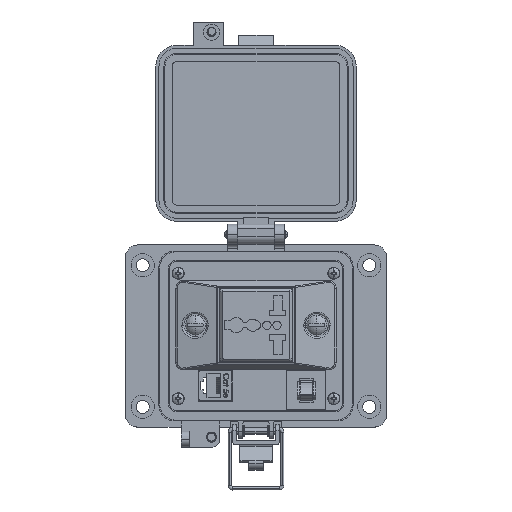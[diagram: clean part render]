
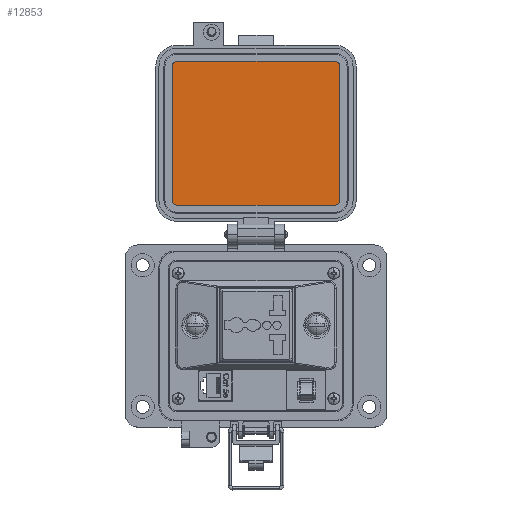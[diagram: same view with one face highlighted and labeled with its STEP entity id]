
A CAD part, top view. The second image highlights one B-rep face of the part: STEP entity #12853.
In plain terms, the highlighted planar face has unit normal (0, 0, 1).
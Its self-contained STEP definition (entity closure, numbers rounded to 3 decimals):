
#523 = DIRECTION ( 'NONE',  ( 1., 0., 0. ) ) ;
#932 = VERTEX_POINT ( 'NONE', #54534 ) ;
#2125 = AXIS2_PLACEMENT_3D ( 'NONE', #43806, #12691, #48966 ) ;
#2376 = CARTESIAN_POINT ( 'NONE',  ( -42.469, 60.004, 19.202 ) ) ;
#2435 = VECTOR ( 'NONE', #15216, 1000. ) ;
#4277 = DIRECTION ( 'NONE',  ( -1., 0., 0. ) ) ;
#5133 = CARTESIAN_POINT ( 'NONE',  ( 38.212, 126.389, 19.202 ) ) ;
#5857 = PLANE ( 'NONE',  #60682 ) ;
#6104 = AXIS2_PLACEMENT_3D ( 'NONE', #62740, #31591, #523 ) ;
#6123 = EDGE_CURVE ( 'NONE', #46685, #20115, #50343, .T. ) ;
#6628 = ORIENTED_EDGE ( 'NONE', *, *, #16560, .F. ) ;
#7587 = DIRECTION ( 'NONE',  ( 1., 0., 0. ) ) ;
#9715 = EDGE_CURVE ( 'NONE', #932, #48013, #67193, .T. ) ;
#9748 = VECTOR ( 'NONE', #4277, 1000. ) ;
#10443 = CARTESIAN_POINT ( 'NONE',  ( -44.769, 93.196, 19.202 ) ) ;
#12691 = DIRECTION ( 'NONE',  ( 0., 0., -1. ) ) ;
#12853 = ADVANCED_FACE ( 'NONE', ( #63191 ), #5857, .T. ) ;
#15216 = DIRECTION ( 'NONE',  ( 0., -1., 0. ) ) ;
#15621 = CARTESIAN_POINT ( 'NONE',  ( -42.469, 57.705, 19.202 ) ) ;
#15648 = DIRECTION ( 'NONE',  ( 0., 1., 0. ) ) ;
#16313 = DIRECTION ( 'NONE',  ( 0., 0., 1. ) ) ;
#16560 = EDGE_CURVE ( 'NONE', #34370, #32522, #60478, .T. ) ;
#17258 = EDGE_CURVE ( 'NONE', #20115, #27397, #57144, .T. ) ;
#18757 = CARTESIAN_POINT ( 'NONE',  ( -44.769, 126.389, 19.202 ) ) ;
#19486 = ORIENTED_EDGE ( 'NONE', *, *, #6123, .F. ) ;
#20115 = VERTEX_POINT ( 'NONE', #48371 ) ;
#20932 = ORIENTED_EDGE ( 'NONE', *, *, #17258, .F. ) ;
#21916 = LINE ( 'NONE', #35352, #9748 ) ;
#22769 = VECTOR ( 'NONE', #32685, 1000. ) ;
#23597 = VERTEX_POINT ( 'NONE', #18757 ) ;
#24211 = VECTOR ( 'NONE', #15648, 1000. ) ;
#24560 = CARTESIAN_POINT ( 'NONE',  ( -3.279, 128.688, 19.202 ) ) ;
#27397 = VERTEX_POINT ( 'NONE', #5133 ) ;
#28588 = EDGE_CURVE ( 'NONE', #32522, #23597, #38014, .T. ) ;
#30385 = CARTESIAN_POINT ( 'NONE',  ( 35.912, 60.004, 19.202 ) ) ;
#30596 = CARTESIAN_POINT ( 'NONE',  ( 38.212, 93.196, 19.202 ) ) ;
#31523 = ORIENTED_EDGE ( 'NONE', *, *, #28588, .F. ) ;
#31591 = DIRECTION ( 'NONE',  ( 0., 0., -1. ) ) ;
#32522 = VERTEX_POINT ( 'NONE', #33155 ) ;
#32685 = DIRECTION ( 'NONE',  ( 1., 0., 0. ) ) ;
#33155 = CARTESIAN_POINT ( 'NONE',  ( -44.769, 60.004, 19.202 ) ) ;
#34370 = VERTEX_POINT ( 'NONE', #15621 ) ;
#35352 = CARTESIAN_POINT ( 'NONE',  ( -3.279, 57.705, 19.202 ) ) ;
#35641 = DIRECTION ( 'NONE',  ( 0., -1., 0. ) ) ;
#36867 = CARTESIAN_POINT ( 'NONE',  ( 35.912, 57.705, 19.202 ) ) ;
#38005 = ORIENTED_EDGE ( 'NONE', *, *, #9715, .F. ) ;
#38014 = LINE ( 'NONE', #10443, #24211 ) ;
#38668 = DIRECTION ( 'NONE',  ( 0., 0., -1. ) ) ;
#39736 = EDGE_CURVE ( 'NONE', #27397, #932, #47111, .T. ) ;
#40608 = EDGE_LOOP ( 'NONE', ( #38005, #58794, #20932, #19486, #57623, #31523, #6628, #59300 ) ) ;
#43806 = CARTESIAN_POINT ( 'NONE',  ( -42.469, 126.389, 19.202 ) ) ;
#44835 = AXIS2_PLACEMENT_3D ( 'NONE', #2376, #38668, #7587 ) ;
#46685 = VERTEX_POINT ( 'NONE', #60069 ) ;
#47111 = LINE ( 'NONE', #30596, #2435 ) ;
#47582 = EDGE_CURVE ( 'NONE', #23597, #46685, #60274, .T. ) ;
#48013 = VERTEX_POINT ( 'NONE', #36867 ) ;
#48371 = CARTESIAN_POINT ( 'NONE',  ( 35.912, 128.688, 19.202 ) ) ;
#48966 = DIRECTION ( 'NONE',  ( 0., -1., 0. ) ) ;
#50343 = LINE ( 'NONE', #24560, #22769 ) ;
#52590 = DIRECTION ( 'NONE',  ( -1., 0., 0. ) ) ;
#54534 = CARTESIAN_POINT ( 'NONE',  ( 38.212, 60.004, 19.202 ) ) ;
#56201 = AXIS2_PLACEMENT_3D ( 'NONE', #30385, #66778, #35641 ) ;
#57144 = CIRCLE ( 'NONE', #6104, 2.299 ) ;
#57623 = ORIENTED_EDGE ( 'NONE', *, *, #47582, .F. ) ;
#58794 = ORIENTED_EDGE ( 'NONE', *, *, #39736, .F. ) ;
#59300 = ORIENTED_EDGE ( 'NONE', *, *, #65925, .F. ) ;
#60069 = CARTESIAN_POINT ( 'NONE',  ( -42.469, 128.688, 19.202 ) ) ;
#60274 = CIRCLE ( 'NONE', #2125, 2.299 ) ;
#60478 = CIRCLE ( 'NONE', #44835, 2.299 ) ;
#60682 = AXIS2_PLACEMENT_3D ( 'NONE', #62847, #16313, #52590 ) ;
#62740 = CARTESIAN_POINT ( 'NONE',  ( 35.912, 126.389, 19.202 ) ) ;
#62847 = CARTESIAN_POINT ( 'NONE',  ( 39.871, 130.108, 19.202 ) ) ;
#63191 = FACE_OUTER_BOUND ( 'NONE', #40608, .T. ) ;
#65925 = EDGE_CURVE ( 'NONE', #48013, #34370, #21916, .T. ) ;
#66778 = DIRECTION ( 'NONE',  ( 0., 0., -1. ) ) ;
#67193 = CIRCLE ( 'NONE', #56201, 2.299 ) ;
